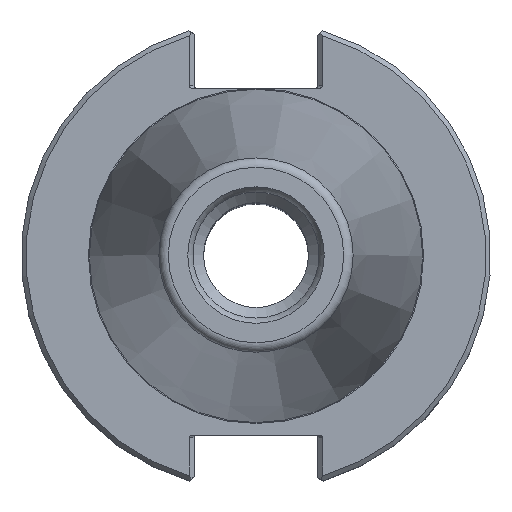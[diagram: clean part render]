
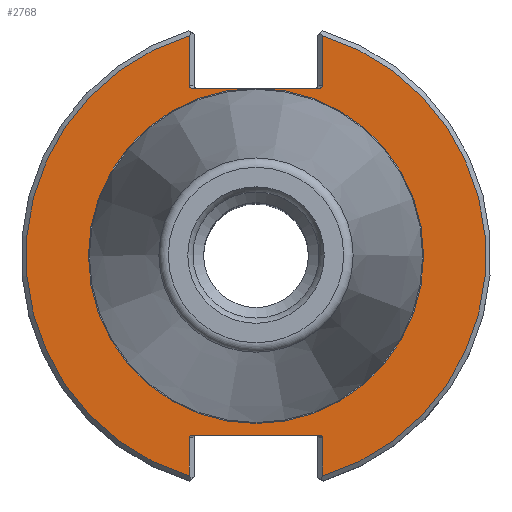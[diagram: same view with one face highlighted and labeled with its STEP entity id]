
A CAD part, top view. The second image highlights one B-rep face of the part: STEP entity #2768.
In plain terms, the highlighted planar face has unit normal (0, 0, 1).
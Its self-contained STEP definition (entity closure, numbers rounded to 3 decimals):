
#20=ELLIPSE('',#2929,0.707,0.5);
#25=ELLIPSE('',#2937,0.707,0.5);
#31=ELLIPSE('',#2948,0.707,0.5);
#33=ELLIPSE('',#2951,0.707,0.5);
#86=LINE('',#4149,#159);
#87=LINE('',#4151,#160);
#90=LINE('',#4155,#163);
#91=LINE('',#4157,#164);
#99=LINE('',#4182,#172);
#108=LINE('',#4215,#181);
#159=VECTOR('',#3368,1000.);
#160=VECTOR('',#3371,1000.);
#163=VECTOR('',#3376,1000.);
#164=VECTOR('',#3379,1000.);
#172=VECTOR('',#3393,1000.);
#181=VECTOR('',#3408,1000.);
#284=PLANE('',#2976);
#664=ORIENTED_EDGE('',*,*,#925,.T.);
#665=ORIENTED_EDGE('',*,*,#1012,.T.);
#666=ORIENTED_EDGE('',*,*,#963,.T.);
#667=ORIENTED_EDGE('',*,*,#1039,.F.);
#668=ORIENTED_EDGE('',*,*,#995,.T.);
#669=ORIENTED_EDGE('',*,*,#1017,.T.);
#670=ORIENTED_EDGE('',*,*,#927,.T.);
#671=ORIENTED_EDGE('',*,*,#1016,.T.);
#672=ORIENTED_EDGE('',*,*,#990,.T.);
#673=ORIENTED_EDGE('',*,*,#1027,.F.);
#674=ORIENTED_EDGE('',*,*,#975,.T.);
#675=ORIENTED_EDGE('',*,*,#1013,.T.);
#676=ORIENTED_EDGE('',*,*,#1047,.F.);
#925=EDGE_CURVE('',#1165,#1168,#1329,.T.);
#927=EDGE_CURVE('',#1171,#1170,#1330,.T.);
#963=EDGE_CURVE('',#1201,#1202,#20,.F.);
#975=EDGE_CURVE('',#1212,#1211,#25,.F.);
#990=EDGE_CURVE('',#1223,#1224,#31,.F.);
#995=EDGE_CURVE('',#1228,#1227,#33,.F.);
#1012=EDGE_CURVE('',#1168,#1201,#86,.T.);
#1013=EDGE_CURVE('',#1211,#1165,#87,.T.);
#1016=EDGE_CURVE('',#1170,#1223,#90,.T.);
#1017=EDGE_CURVE('',#1227,#1171,#91,.T.);
#1027=EDGE_CURVE('',#1212,#1224,#99,.T.);
#1039=EDGE_CURVE('',#1228,#1202,#108,.T.);
#1047=EDGE_CURVE('',#1255,#1255,#1341,.T.);
#1165=VERTEX_POINT('',#3819);
#1168=VERTEX_POINT('',#3834);
#1170=VERTEX_POINT('',#3842);
#1171=VERTEX_POINT('',#3844);
#1201=VERTEX_POINT('',#4049);
#1202=VERTEX_POINT('',#4050);
#1211=VERTEX_POINT('',#4073);
#1212=VERTEX_POINT('',#4075);
#1223=VERTEX_POINT('',#4106);
#1224=VERTEX_POINT('',#4107);
#1227=VERTEX_POINT('',#4115);
#1228=VERTEX_POINT('',#4117);
#1255=VERTEX_POINT('',#4247);
#1329=CIRCLE('',#2914,48.21);
#1330=CIRCLE('',#2916,48.21);
#1341=CIRCLE('',#2977,35.118);
#1489=EDGE_LOOP('',(#664,#665,#666,#667,#668,#669,#670,#671,#672,#673,#674,
#675));
#1490=EDGE_LOOP('',(#676));
#1681=FACE_BOUND('',#1489,.T.);
#1682=FACE_BOUND('',#1490,.T.);
#2768=ADVANCED_FACE('',(#1681,#1682),#284,.T.);
#2914=AXIS2_PLACEMENT_3D('',#3835,#3239,#3240);
#2916=AXIS2_PLACEMENT_3D('',#3843,#3243,#3244);
#2929=AXIS2_PLACEMENT_3D('',#4048,#3271,#3272);
#2937=AXIS2_PLACEMENT_3D('',#4074,#3294,#3295);
#2948=AXIS2_PLACEMENT_3D('',#4105,#3325,#3326);
#2951=AXIS2_PLACEMENT_3D('',#4116,#3334,#3335);
#2976=AXIS2_PLACEMENT_3D('',#4245,#3422,#3423);
#2977=AXIS2_PLACEMENT_3D('',#4246,#3424,#3425);
#3239=DIRECTION('',(0.,0.,1.));
#3240=DIRECTION('',(1.,0.,0.));
#3243=DIRECTION('',(0.,0.,1.));
#3244=DIRECTION('',(1.,0.,0.));
#3271=DIRECTION('',(0.,0.,1.));
#3272=DIRECTION('',(1.,0.,0.));
#3294=DIRECTION('',(0.,0.,1.));
#3295=DIRECTION('',(-1.,0.,0.));
#3325=DIRECTION('',(0.,0.,1.));
#3326=DIRECTION('',(-1.,0.,0.));
#3334=DIRECTION('',(0.,0.,1.));
#3335=DIRECTION('',(1.,0.,0.));
#3368=DIRECTION('',(0.,1.,0.));
#3371=DIRECTION('',(0.,1.,0.));
#3376=DIRECTION('',(0.,-1.,0.));
#3379=DIRECTION('',(0.,-1.,0.));
#3393=DIRECTION('',(1.,0.,0.));
#3408=DIRECTION('',(-1.,0.,0.));
#3422=DIRECTION('',(0.,0.,1.));
#3423=DIRECTION('',(1.,0.,0.));
#3424=DIRECTION('',(0.,0.,1.));
#3425=DIRECTION('',(1.,0.,0.));
#3819=CARTESIAN_POINT('',(-13.955,46.146,-3.17));
#3834=CARTESIAN_POINT('',(-13.955,-46.146,-3.17));
#3835=CARTESIAN_POINT('',(0.,0.,-3.17));
#3842=CARTESIAN_POINT('',(13.955,46.146,-3.17));
#3843=CARTESIAN_POINT('',(0.,0.,-3.17));
#3844=CARTESIAN_POINT('',(13.955,-46.146,-3.17));
#4048=CARTESIAN_POINT('',(-13.248,-38.07,-3.17));
#4049=CARTESIAN_POINT('',(-13.955,-38.07,-3.17));
#4050=CARTESIAN_POINT('',(-13.248,-37.57,-3.17));
#4073=CARTESIAN_POINT('',(-13.955,35.66,-3.17));
#4074=CARTESIAN_POINT('',(-13.248,35.66,-3.17));
#4075=CARTESIAN_POINT('',(-13.248,35.16,-3.17));
#4105=CARTESIAN_POINT('',(13.248,35.66,-3.17));
#4106=CARTESIAN_POINT('',(13.955,35.66,-3.17));
#4107=CARTESIAN_POINT('',(13.248,35.16,-3.17));
#4115=CARTESIAN_POINT('',(13.955,-38.07,-3.17));
#4116=CARTESIAN_POINT('',(13.248,-38.07,-3.17));
#4117=CARTESIAN_POINT('',(13.248,-37.57,-3.17));
#4149=CARTESIAN_POINT('',(-13.955,-37.57,-3.17));
#4151=CARTESIAN_POINT('',(-13.955,47.619,-3.17));
#4155=CARTESIAN_POINT('',(13.955,35.16,-3.17));
#4157=CARTESIAN_POINT('',(13.955,-47.619,-3.17));
#4182=CARTESIAN_POINT('',(-12.955,35.16,-3.17));
#4215=CARTESIAN_POINT('',(12.955,-37.57,-3.17));
#4245=CARTESIAN_POINT('',(35.118,0.,-3.17));
#4246=CARTESIAN_POINT('',(0.,0.,-3.17));
#4247=CARTESIAN_POINT('',(35.118,0.,-3.17));
